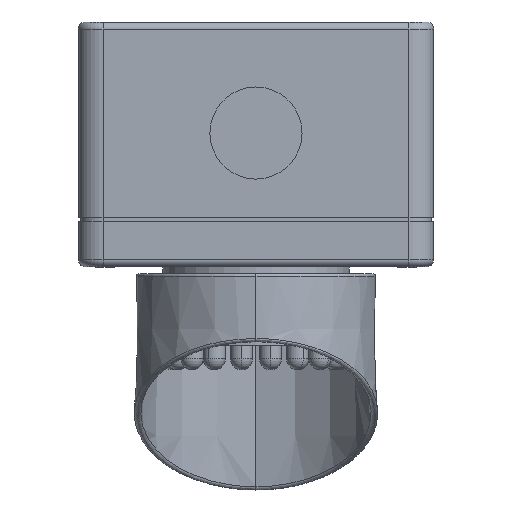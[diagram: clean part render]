
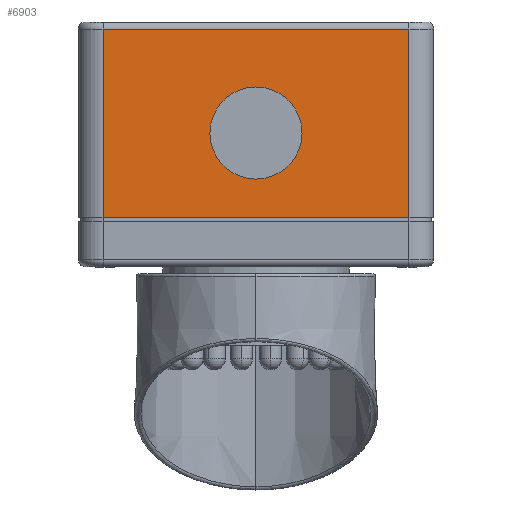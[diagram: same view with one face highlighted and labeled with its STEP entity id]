
A CAD part, front view. The second image highlights one B-rep face of the part: STEP entity #6903.
In plain terms, the highlighted planar face has unit normal (0, -1, 0).
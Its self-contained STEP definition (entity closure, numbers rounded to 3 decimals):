
#194=DIRECTION('',(0.,0.,-1.));
#195=VECTOR('',#194,42.342);
#196=CARTESIAN_POINT('',(5.562,-0.002,53.518));
#197=LINE('',#196,#195);
#203=DIRECTION('',(1.,0.,0.));
#204=VECTOR('',#203,68.872);
#205=CARTESIAN_POINT('',(5.562,-0.002,53.518));
#206=LINE('',#205,#204);
#207=DIRECTION('',(0.,0.,-1.));
#208=VECTOR('',#207,42.342);
#209=CARTESIAN_POINT('',(74.434,0.002,53.518));
#210=LINE('',#209,#208);
#211=DIRECTION('',(-1.,0.,0.));
#212=VECTOR('',#211,68.872);
#213=CARTESIAN_POINT('',(74.434,0.002,11.176));
#214=LINE('',#213,#212);
#215=CARTESIAN_POINT('',(39.991,0.,30.118));
#216=DIRECTION('',(0.,-1.,0.));
#217=DIRECTION('',(0.,0.,-1.));
#218=AXIS2_PLACEMENT_3D('',#215,#216,#217);
#220=CARTESIAN_POINT('',(39.991,0.,30.118));
#221=DIRECTION('',(0.,-1.,0.));
#222=DIRECTION('',(0.,0.,1.));
#223=AXIS2_PLACEMENT_3D('',#220,#221,#222);
#5295=CARTESIAN_POINT('',(74.434,0.002,11.176));
#5296=CARTESIAN_POINT('',(5.562,-0.002,11.176));
#5297=VERTEX_POINT('',#5295);
#5298=VERTEX_POINT('',#5296);
#5380=CARTESIAN_POINT('',(5.562,-0.002,53.518));
#5382=VERTEX_POINT('',#5380);
#5385=CARTESIAN_POINT('',(74.434,0.002,53.518));
#5386=VERTEX_POINT('',#5385);
#5407=CARTESIAN_POINT('',(39.991,0.,19.743));
#5408=CARTESIAN_POINT('',(39.991,0.,40.493));
#5409=VERTEX_POINT('',#5407);
#5410=VERTEX_POINT('',#5408);
#6884=CARTESIAN_POINT('',(74.434,0.002,55.118));
#6885=DIRECTION('',(0.,-1.,0.));
#6886=DIRECTION('',(-1.,0.,0.));
#6887=AXIS2_PLACEMENT_3D('',#6884,#6885,#6886);
#6888=PLANE('',#6887);
#6889=ORIENTED_EDGE('',*,*,#6766,.T.);
#6891=ORIENTED_EDGE('',*,*,#6890,.T.);
#6893=ORIENTED_EDGE('',*,*,#6892,.T.);
#6894=ORIENTED_EDGE('',*,*,#6876,.F.);
#6895=EDGE_LOOP('',(#6889,#6891,#6893,#6894));
#6896=FACE_OUTER_BOUND('',#6895,.F.);
#6898=ORIENTED_EDGE('',*,*,#6897,.T.);
#6900=ORIENTED_EDGE('',*,*,#6899,.T.);
#6901=EDGE_LOOP('',(#6898,#6900));
#6902=FACE_BOUND('',#6901,.F.);
#6903=ADVANCED_FACE('',(#6896,#6902),#6888,.T.);
#219=CIRCLE('',#218,10.375);
#224=CIRCLE('',#223,10.375);
#6766=EDGE_CURVE('',#5382,#5386,#206,.T.);
#6876=EDGE_CURVE('',#5382,#5298,#197,.T.);
#6890=EDGE_CURVE('',#5386,#5297,#210,.T.);
#6892=EDGE_CURVE('',#5297,#5298,#214,.T.);
#6897=EDGE_CURVE('',#5409,#5410,#219,.T.);
#6899=EDGE_CURVE('',#5410,#5409,#224,.T.);
